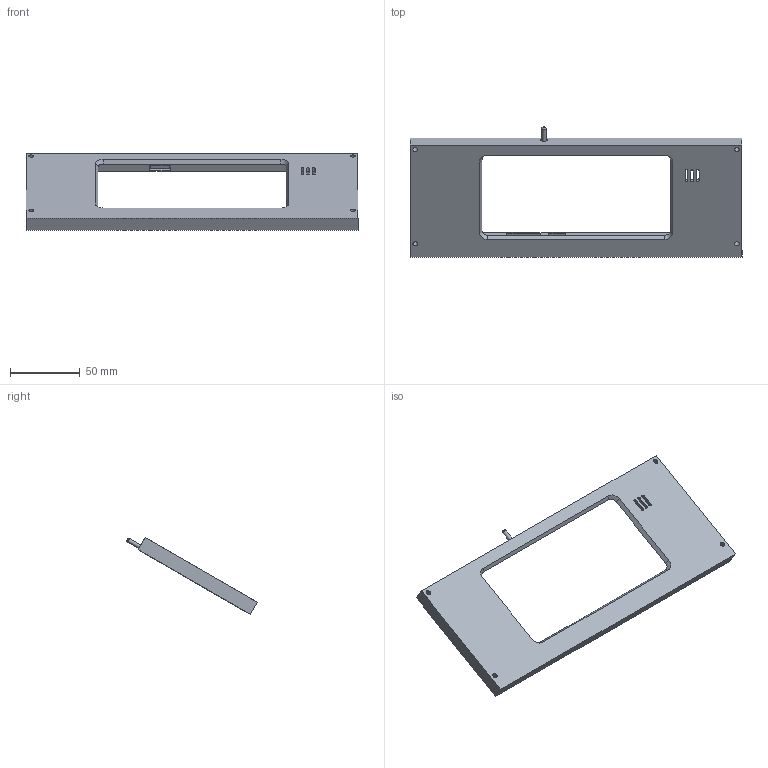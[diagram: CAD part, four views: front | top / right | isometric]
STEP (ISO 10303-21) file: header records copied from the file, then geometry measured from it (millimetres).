
FILE_DESCRIPTION(/* description */ (''),/* implementation_level */ '2;1');
FILE_NAME(/* name */ 'faceplate.step',/* time_stamp */ '2024-03-15T17:11:44+01:00',/* author */ (''),/* organization */ (''),/* preprocessor_version */ 'ST-DEVELOPER v20',/* originating_system */ 'Autodesk Translation Framework v12.20.1.177',/* authorisation */ '');
FILE_SCHEMA (('AUTOMOTIVE_DESIGN { 1 0 10303 214 3 1 1 }'));
Length unit declared in the file: millimetre
Products named in the file (1): faceplate
Bounding box: 237.69 x 93.35 x 54.96 mm (x, y, z)
Volume: 102574.3 mm3; surface area: 37754.6 mm2
Topology: 2 solids, 2 shells, 67 faces, 180 edges, 118 vertices
Faces by surface type: plane 50, cylinder 12, cone 4, bspline 1
Full cylindrical faces by diameter (mm): 3 x1, 3.4 x4
Entity records: 2184 total; most frequent: CARTESIAN_POINT 392, ORIENTED_EDGE 360, DIRECTION 355, EDGE_CURVE 180, LINE 139, VECTOR 139, VERTEX_POINT 118, AXIS2_PLACEMENT_3D 108
